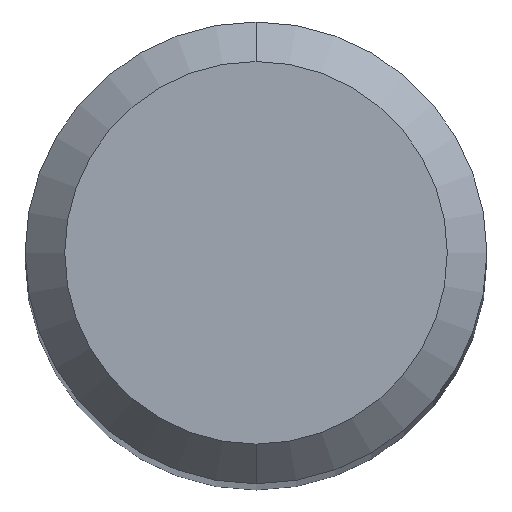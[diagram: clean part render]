
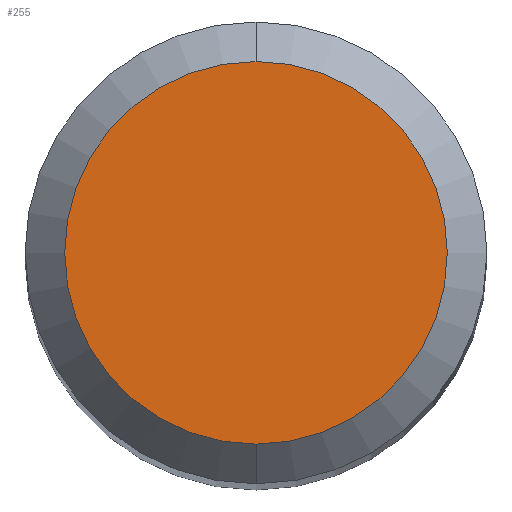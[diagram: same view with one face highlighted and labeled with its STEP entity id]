
A CAD part, top view. The second image highlights one B-rep face of the part: STEP entity #255.
In plain terms, the highlighted planar face has unit normal (0, 0, 1).
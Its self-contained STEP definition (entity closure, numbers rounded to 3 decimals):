
#165=VERTEX_POINT('',#385);
#181=EDGE_CURVE('',#165,#223,#402,.T.);
#205=EDGE_CURVE('',#223,#165,#427,.T.);
#223=VERTEX_POINT('',#446);
#255=ADVANCED_FACE('',(#484),#485,.T.);
#385=CARTESIAN_POINT('',(0.0,1.45,0.0));
#402=CIRCLE('',#653,1.45);
#427=CIRCLE('',#686,1.45);
#446=CARTESIAN_POINT('',(0.,-1.45,0.0));
#484=FACE_OUTER_BOUND('',#762,.T.);
#485=PLANE('',#763);
#653=AXIS2_PLACEMENT_3D('',#938,#939,#940);
#686=AXIS2_PLACEMENT_3D('',#965,#966,#967);
#762=EDGE_LOOP('',(#1050,#1051));
#763=AXIS2_PLACEMENT_3D('',#1052,#1053,#1054);
#938=CARTESIAN_POINT('',(0.0,0.0,0.0));
#939=DIRECTION('',(0.0,0.0,-1.0));
#940=DIRECTION('',(0.0,1.0,0.0));
#965=CARTESIAN_POINT('',(0.0,0.0,0.0));
#966=DIRECTION('',(0.0,0.0,-1.0));
#967=DIRECTION('',(0.0,1.0,0.0));
#1050=ORIENTED_EDGE('',*,*,#181,.F.);
#1051=ORIENTED_EDGE('',*,*,#205,.F.);
#1052=CARTESIAN_POINT('',(0.0,0.725,0.0));
#1053=DIRECTION('',(-0.0,0.0,1.0));
#1054=DIRECTION('',(0.0,-1.0,0.0));
